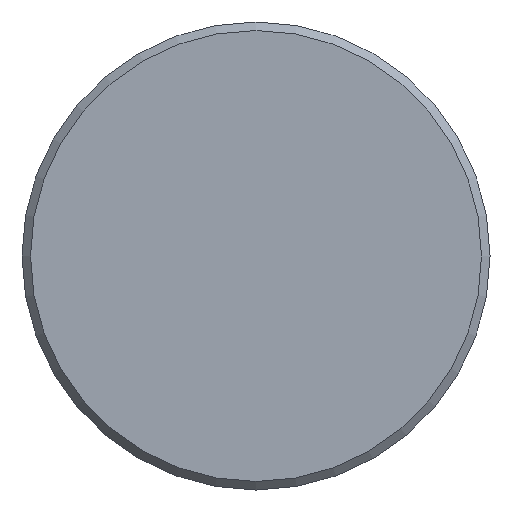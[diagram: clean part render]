
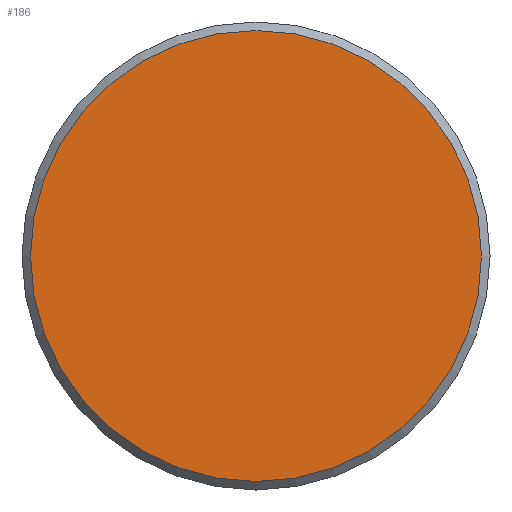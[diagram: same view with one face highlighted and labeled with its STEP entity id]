
A CAD part, front view. The second image highlights one B-rep face of the part: STEP entity #186.
In plain terms, the highlighted planar face has unit normal (0, -1, 0).
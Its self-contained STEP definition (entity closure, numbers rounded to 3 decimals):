
#18=PLANE('',#223);
#28=FACE_OUTER_BOUND('',#41,.T.);
#41=EDGE_LOOP('',(#138));
#69=CIRCLE('',#218,26.5);
#87=VERTEX_POINT('',#322);
#103=EDGE_CURVE('',#87,#87,#69,.T.);
#138=ORIENTED_EDGE('',*,*,#103,.F.);
#186=ADVANCED_FACE('',(#28),#18,.F.);
#218=AXIS2_PLACEMENT_3D('',#323,#252,#253);
#223=AXIS2_PLACEMENT_3D('',#333,#264,#265);
#252=DIRECTION('center_axis',(0.,1.,0.));
#253=DIRECTION('ref_axis',(1.,0.,0.));
#264=DIRECTION('center_axis',(0.,1.,0.));
#265=DIRECTION('ref_axis',(0.,0.,1.));
#322=CARTESIAN_POINT('',(-26.5,0.,0.));
#323=CARTESIAN_POINT('Origin',(0.,0.,0.));
#333=CARTESIAN_POINT('Origin',(0.,0.,0.));
